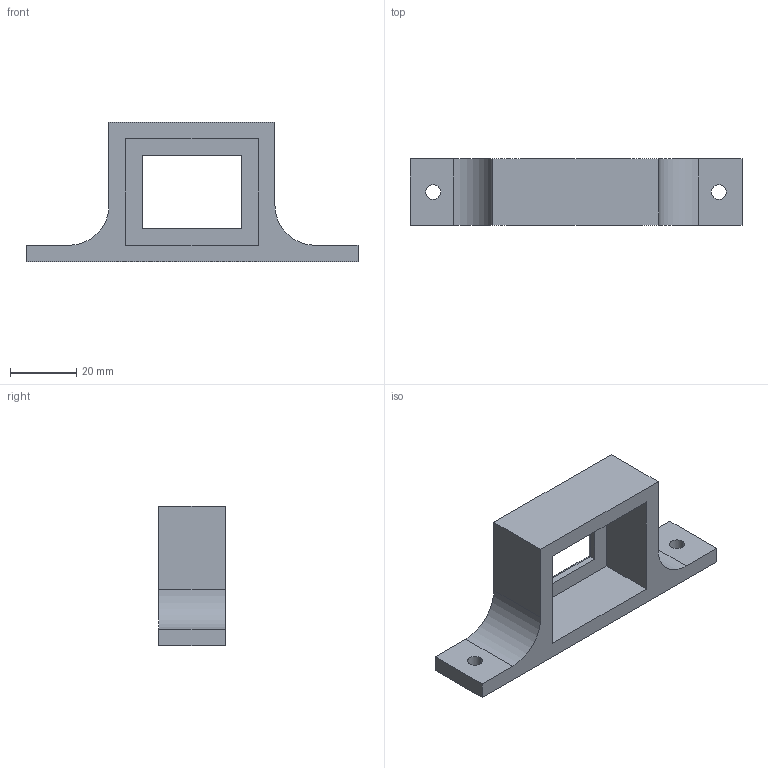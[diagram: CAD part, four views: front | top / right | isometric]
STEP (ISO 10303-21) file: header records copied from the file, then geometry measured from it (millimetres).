
FILE_DESCRIPTION (( 'STEP AP214' ), '1' );
FILE_NAME ('PS-support.STEP', '2022-11-09T10:38:34', ( '' ), ( '' ), 'SwSTEP 2.0', 'SolidWorks 2021', '' );
FILE_SCHEMA (( 'AUTOMOTIVE_DESIGN' ));
Length unit declared in the file: millimetre
Products named in the file (1): PS-support
Bounding box: 100 x 20 x 42.1 mm (x, y, z)
Volume: 24337.3 mm3; surface area: 11782.8 mm2
Topology: 1 solids, 1 shells, 33 faces, 82 edges, 52 vertices
Faces by surface type: plane 19, cylinder 10, cone 4
Entity records: 1014 total; most frequent: CARTESIAN_POINT 180, ORIENTED_EDGE 164, DIRECTION 162, EDGE_CURVE 82, VECTOR 62, LINE 62, VERTEX_POINT 52, AXIS2_PLACEMENT_3D 50
